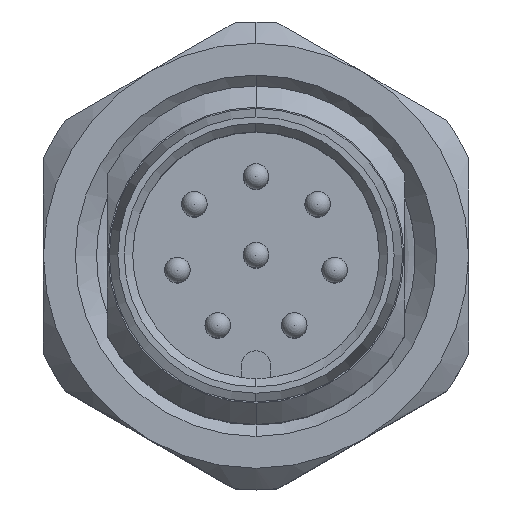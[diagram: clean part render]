
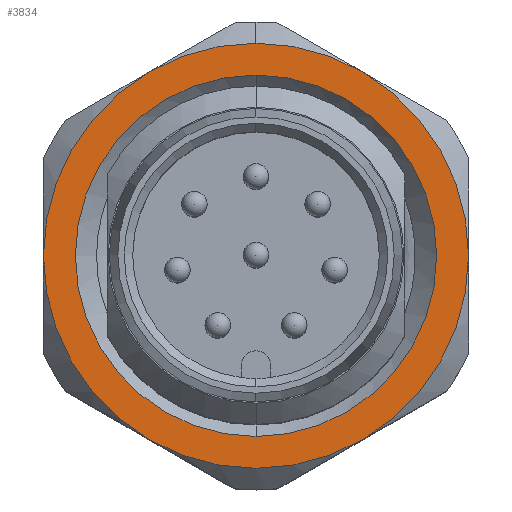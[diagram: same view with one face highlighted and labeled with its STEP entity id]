
A CAD part, top view. The second image highlights one B-rep face of the part: STEP entity #3834.
In plain terms, the highlighted face is planar.
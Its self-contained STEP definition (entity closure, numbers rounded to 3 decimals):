
#5 = VERTEX_POINT ( 'NONE', #1311 ) ;
#25 = DIRECTION ( 'NONE',  ( 1., 0., 0. ) ) ;
#82 = CARTESIAN_POINT ( 'NONE',  ( 7.5, 0., 0.093 ) ) ;
#112 = AXIS2_PLACEMENT_3D ( 'NONE', #4551, #3754, #2895 ) ;
#181 = VERTEX_POINT ( 'NONE', #1485 ) ;
#279 = CARTESIAN_POINT ( 'NONE',  ( 7.5, 0., 0.093 ) ) ;
#314 = AXIS2_PLACEMENT_3D ( 'NONE', #3271, #4905, #474 ) ;
#347 = EDGE_CURVE ( 'NONE', #2570, #1583, #4701, .T. ) ;
#356 = CIRCLE ( 'NONE', #4016, 4.25 ) ;
#409 = EDGE_CURVE ( 'NONE', #3954, #3513, #1299, .T. ) ;
#455 = EDGE_CURVE ( 'NONE', #181, #2478, #356, .T. ) ;
#474 = DIRECTION ( 'NONE',  ( 0., 0., -1. ) ) ;
#497 = DIRECTION ( 'NONE',  ( 1., 0., 0. ) ) ;
#503 = ORIENTED_EDGE ( 'NONE', *, *, #455, .T. ) ;
#575 = AXIS2_PLACEMENT_3D ( 'NONE', #3456, #5091, #3056 ) ;
#604 = CIRCLE ( 'NONE', #1288, 5. ) ;
#675 = AXIS2_PLACEMENT_3D ( 'NONE', #4249, #4293, #2260 ) ;
#1020 = ORIENTED_EDGE ( 'NONE', *, *, #1126, .T. ) ;
#1090 = ORIENTED_EDGE ( 'NONE', *, *, #1682, .F. ) ;
#1117 = VERTEX_POINT ( 'NONE', #4904 ) ;
#1126 = EDGE_CURVE ( 'NONE', #2478, #181, #4296, .T. ) ;
#1240 = CARTESIAN_POINT ( 'NONE',  ( 7.5, 0., -4.907 ) ) ;
#1288 = AXIS2_PLACEMENT_3D ( 'NONE', #1383, #3377, #3350 ) ;
#1299 = CIRCLE ( 'NONE', #112, 5. ) ;
#1311 = CARTESIAN_POINT ( 'NONE',  ( 7.5, -2.5, -4.237 ) ) ;
#1324 = EDGE_CURVE ( 'NONE', #3513, #1117, #2938, .T. ) ;
#1351 = CIRCLE ( 'NONE', #2440, 5. ) ;
#1383 = CARTESIAN_POINT ( 'NONE',  ( 7.5, 0., 0.093 ) ) ;
#1472 = FACE_BOUND ( 'NONE', #4200, .T. ) ;
#1485 = CARTESIAN_POINT ( 'NONE',  ( 7.5, 0., 4.343 ) ) ;
#1556 = ORIENTED_EDGE ( 'NONE', *, *, #1324, .F. ) ;
#1557 = DIRECTION ( 'NONE',  ( 0., 0., -1. ) ) ;
#1583 = VERTEX_POINT ( 'NONE', #2944 ) ;
#1682 = EDGE_CURVE ( 'NONE', #1117, #2257, #1351, .T. ) ;
#1947 = CARTESIAN_POINT ( 'NONE',  ( 7.5, 2.5, 4.424 ) ) ;
#1953 = CARTESIAN_POINT ( 'NONE',  ( 7.5, 0., 0.093 ) ) ;
#2031 = CARTESIAN_POINT ( 'NONE',  ( 7.5, 0., -4.157 ) ) ;
#2038 = DIRECTION ( 'NONE',  ( 0., 0., -1. ) ) ;
#2076 = EDGE_LOOP ( 'NONE', ( #3681, #4289, #5021, #2384, #4825, #1090, #1556 ) ) ;
#2120 = DIRECTION ( 'NONE',  ( 0., 0., 1. ) ) ;
#2257 = VERTEX_POINT ( 'NONE', #2920 ) ;
#2260 = DIRECTION ( 'NONE',  ( 0., 0.5, -0.866 ) ) ;
#2339 = CIRCLE ( 'NONE', #314, 5. ) ;
#2384 = ORIENTED_EDGE ( 'NONE', *, *, #4725, .F. ) ;
#2417 = CARTESIAN_POINT ( 'NONE',  ( 7.5, 5., 0.093 ) ) ;
#2440 = AXIS2_PLACEMENT_3D ( 'NONE', #4796, #3973, #3602 ) ;
#2478 = VERTEX_POINT ( 'NONE', #2031 ) ;
#2510 = CARTESIAN_POINT ( 'NONE',  ( 7.5, 0., 0.093 ) ) ;
#2570 = VERTEX_POINT ( 'NONE', #1240 ) ;
#2676 = AXIS2_PLACEMENT_3D ( 'NONE', #279, #3984, #1557 ) ;
#2770 = CIRCLE ( 'NONE', #575, 5. ) ;
#2895 = DIRECTION ( 'NONE',  ( 0., 0., -1. ) ) ;
#2920 = CARTESIAN_POINT ( 'NONE',  ( 7.5, -5., 0.093 ) ) ;
#2938 = CIRCLE ( 'NONE', #2676, 5. ) ;
#2944 = CARTESIAN_POINT ( 'NONE',  ( 7.5, 2.5, -4.237 ) ) ;
#3056 = DIRECTION ( 'NONE',  ( 0., 0., -1. ) ) ;
#3271 = CARTESIAN_POINT ( 'NONE',  ( 7.5, 0., 0.093 ) ) ;
#3324 = EDGE_CURVE ( 'NONE', #1583, #3954, #604, .T. ) ;
#3350 = DIRECTION ( 'NONE',  ( 0., 0., -1. ) ) ;
#3377 = DIRECTION ( 'NONE',  ( 1., 0., 0. ) ) ;
#3456 = CARTESIAN_POINT ( 'NONE',  ( 7.5, 0., 0.093 ) ) ;
#3513 = VERTEX_POINT ( 'NONE', #1947 ) ;
#3518 = PLANE ( 'NONE',  #675 ) ;
#3602 = DIRECTION ( 'NONE',  ( 0., 0., -1. ) ) ;
#3681 = ORIENTED_EDGE ( 'NONE', *, *, #409, .F. ) ;
#3754 = DIRECTION ( 'NONE',  ( 1., 0., 0. ) ) ;
#3834 = ADVANCED_FACE ( 'NONE', ( #1472, #4681 ), #3518, .F. ) ;
#3954 = VERTEX_POINT ( 'NONE', #2417 ) ;
#3973 = DIRECTION ( 'NONE',  ( 1., 0., 0. ) ) ;
#3984 = DIRECTION ( 'NONE',  ( 1., 0., 0. ) ) ;
#4016 = AXIS2_PLACEMENT_3D ( 'NONE', #2510, #497, #2120 ) ;
#4044 = DIRECTION ( 'NONE',  ( 0., 0., 1. ) ) ;
#4200 = EDGE_LOOP ( 'NONE', ( #503, #1020 ) ) ;
#4224 = AXIS2_PLACEMENT_3D ( 'NONE', #82, #25, #4044 ) ;
#4249 = CARTESIAN_POINT ( 'NONE',  ( 7.5, -8.289, 1.748 ) ) ;
#4289 = ORIENTED_EDGE ( 'NONE', *, *, #3324, .F. ) ;
#4293 = DIRECTION ( 'NONE',  ( 1., 0., 0. ) ) ;
#4296 = CIRCLE ( 'NONE', #4224, 4.25 ) ;
#4551 = CARTESIAN_POINT ( 'NONE',  ( 7.5, 0., 0.093 ) ) ;
#4578 = EDGE_CURVE ( 'NONE', #2257, #5, #2339, .T. ) ;
#4681 = FACE_OUTER_BOUND ( 'NONE', #2076, .T. ) ;
#4701 = CIRCLE ( 'NONE', #5127, 5. ) ;
#4725 = EDGE_CURVE ( 'NONE', #5, #2570, #2770, .T. ) ;
#4796 = CARTESIAN_POINT ( 'NONE',  ( 7.5, 0., 0.093 ) ) ;
#4825 = ORIENTED_EDGE ( 'NONE', *, *, #4578, .F. ) ;
#4904 = CARTESIAN_POINT ( 'NONE',  ( 7.5, -2.5, 4.424 ) ) ;
#4905 = DIRECTION ( 'NONE',  ( 1., 0., 0. ) ) ;
#5021 = ORIENTED_EDGE ( 'NONE', *, *, #347, .F. ) ;
#5091 = DIRECTION ( 'NONE',  ( 1., 0., 0. ) ) ;
#5127 = AXIS2_PLACEMENT_3D ( 'NONE', #1953, #5238, #2038 ) ;
#5238 = DIRECTION ( 'NONE',  ( 1., 0., 0. ) ) ;
